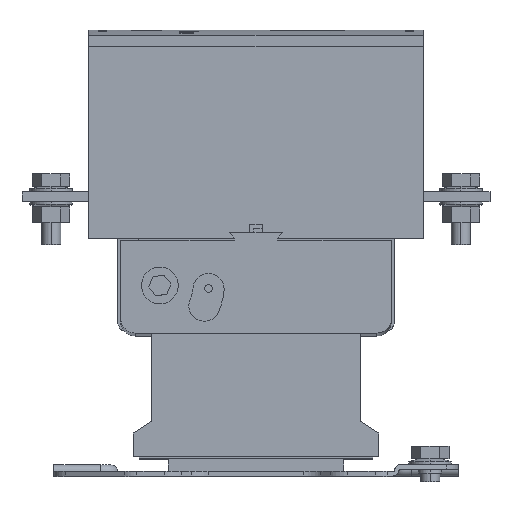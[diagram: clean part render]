
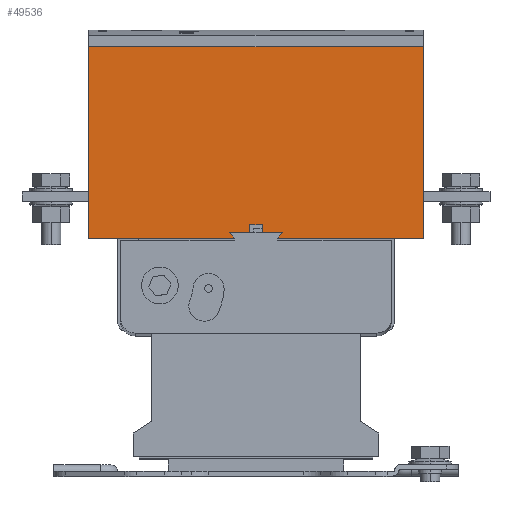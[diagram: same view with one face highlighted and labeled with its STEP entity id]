
A CAD part, top view. The second image highlights one B-rep face of the part: STEP entity #49536.
In plain terms, the highlighted planar face has unit normal (0, 0, 1).
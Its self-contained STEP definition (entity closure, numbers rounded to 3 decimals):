
#2170 = CARTESIAN_POINT ( 'NONE',  ( 0., 222., 81.5 ) ) ;
#4035 = CARTESIAN_POINT ( 'NONE',  ( 13.5, 126., 81.5 ) ) ;
#4634 = CARTESIAN_POINT ( 'NONE',  ( 86.5, 222., 81.5 ) ) ;
#4946 = VECTOR ( 'NONE', #38251, 1000. ) ;
#5106 = CARTESIAN_POINT ( 'NONE',  ( -13.5, 126., 81.5 ) ) ;
#5279 = PLANE ( 'NONE',  #8607 ) ;
#5767 = VERTEX_POINT ( 'NONE', #4634 ) ;
#6227 = LINE ( 'NONE', #49991, #36973 ) ;
#8507 = CARTESIAN_POINT ( 'NONE',  ( 0., 123., 81.5 ) ) ;
#8607 = AXIS2_PLACEMENT_3D ( 'NONE', #25484, #9520, #37539 ) ;
#9388 = DIRECTION ( 'NONE',  ( -1., 0., 0. ) ) ;
#9520 = DIRECTION ( 'NONE',  ( 0., 0., 1. ) ) ;
#10014 = LINE ( 'NONE', #37399, #28805 ) ;
#10195 = VERTEX_POINT ( 'NONE', #44169 ) ;
#10368 = ORIENTED_EDGE ( 'NONE', *, *, #33404, .F. ) ;
#10597 = EDGE_LOOP ( 'NONE', ( #10368, #14858, #16970, #31964, #40797, #25265, #29711, #11513 ) ) ;
#11513 = ORIENTED_EDGE ( 'NONE', *, *, #33875, .T. ) ;
#12544 = LINE ( 'NONE', #32522, #21996 ) ;
#12567 = DIRECTION ( 'NONE',  ( -1., 0., 0. ) ) ;
#14390 = DIRECTION ( 'NONE',  ( 1., 0., 0. ) ) ;
#14858 = ORIENTED_EDGE ( 'NONE', *, *, #33701, .F. ) ;
#15701 = LINE ( 'NONE', #34073, #4946 ) ;
#15789 = VERTEX_POINT ( 'NONE', #4035 ) ;
#16970 = ORIENTED_EDGE ( 'NONE', *, *, #33711, .F. ) ;
#18217 = VECTOR ( 'NONE', #9388, 1000. ) ;
#18783 = FACE_OUTER_BOUND ( 'NONE', #10597, .T. ) ;
#20323 = VERTEX_POINT ( 'NONE', #44956 ) ;
#21996 = VECTOR ( 'NONE', #36546, 1000. ) ;
#22208 = DIRECTION ( 'NONE',  ( -1., 0., 0. ) ) ;
#23961 = VERTEX_POINT ( 'NONE', #42605 ) ;
#24089 = CARTESIAN_POINT ( 'NONE',  ( -86.5, 222., 81.5 ) ) ;
#24622 = VERTEX_POINT ( 'NONE', #24089 ) ;
#25265 = ORIENTED_EDGE ( 'NONE', *, *, #33786, .T. ) ;
#25484 = CARTESIAN_POINT ( 'NONE',  ( 0., 0., 81.5 ) ) ;
#27750 = VERTEX_POINT ( 'NONE', #38242 ) ;
#28805 = VECTOR ( 'NONE', #44659, 1000. ) ;
#29357 = CARTESIAN_POINT ( 'NONE',  ( 0., 126., 81.5 ) ) ;
#29711 = ORIENTED_EDGE ( 'NONE', *, *, #33868, .F. ) ;
#31264 = VECTOR ( 'NONE', #14390, 1000. ) ;
#31321 = LINE ( 'NONE', #48446, #33857 ) ;
#31964 = ORIENTED_EDGE ( 'NONE', *, *, #33718, .F. ) ;
#32522 = CARTESIAN_POINT ( 'NONE',  ( -86.5, 0., 81.5 ) ) ;
#32531 = LINE ( 'NONE', #2170, #31264 ) ;
#32593 = VECTOR ( 'NONE', #12567, 1000. ) ;
#33404 = EDGE_CURVE ( 'NONE', #24622, #5767, #32531, .T. ) ;
#33701 = EDGE_CURVE ( 'NONE', #23961, #24622, #12544, .T. ) ;
#33711 = EDGE_CURVE ( 'NONE', #27750, #23961, #44374, .T. ) ;
#33718 = EDGE_CURVE ( 'NONE', #49482, #27750, #31321, .T. ) ;
#33782 = EDGE_CURVE ( 'NONE', #15789, #49482, #39405, .T. ) ;
#33786 = EDGE_CURVE ( 'NONE', #15789, #20323, #10014, .T. ) ;
#33857 = VECTOR ( 'NONE', #44483, 1000. ) ;
#33868 = EDGE_CURVE ( 'NONE', #10195, #20323, #6227, .T. ) ;
#33875 = EDGE_CURVE ( 'NONE', #10195, #5767, #15701, .T. ) ;
#34073 = CARTESIAN_POINT ( 'NONE',  ( 86.5, 0., 81.5 ) ) ;
#36546 = DIRECTION ( 'NONE',  ( 0., 1., 0. ) ) ;
#36973 = VECTOR ( 'NONE', #22208, 1000. ) ;
#37399 = CARTESIAN_POINT ( 'NONE',  ( -51.84, 38.88, 81.5 ) ) ;
#37539 = DIRECTION ( 'NONE',  ( 1., 0., 0. ) ) ;
#38242 = CARTESIAN_POINT ( 'NONE',  ( -11.25, 123., 81.5 ) ) ;
#38251 = DIRECTION ( 'NONE',  ( 0., 1., 0. ) ) ;
#39405 = LINE ( 'NONE', #29357, #18217 ) ;
#40797 = ORIENTED_EDGE ( 'NONE', *, *, #33782, .F. ) ;
#42605 = CARTESIAN_POINT ( 'NONE',  ( -86.5, 123., 81.5 ) ) ;
#44169 = CARTESIAN_POINT ( 'NONE',  ( 86.5, 123., 81.5 ) ) ;
#44374 = LINE ( 'NONE', #8507, #32593 ) ;
#44483 = DIRECTION ( 'NONE',  ( 0.6, -0.8, 0. ) ) ;
#44659 = DIRECTION ( 'NONE',  ( -0.6, -0.8, 0. ) ) ;
#44956 = CARTESIAN_POINT ( 'NONE',  ( 11.25, 123., 81.5 ) ) ;
#48446 = CARTESIAN_POINT ( 'NONE',  ( 51.84, 38.88, 81.5 ) ) ;
#49482 = VERTEX_POINT ( 'NONE', #5106 ) ;
#49536 = ADVANCED_FACE ( 'NONE', ( #18783 ), #5279, .T. ) ;
#49991 = CARTESIAN_POINT ( 'NONE',  ( 0., 123., 81.5 ) ) ;
